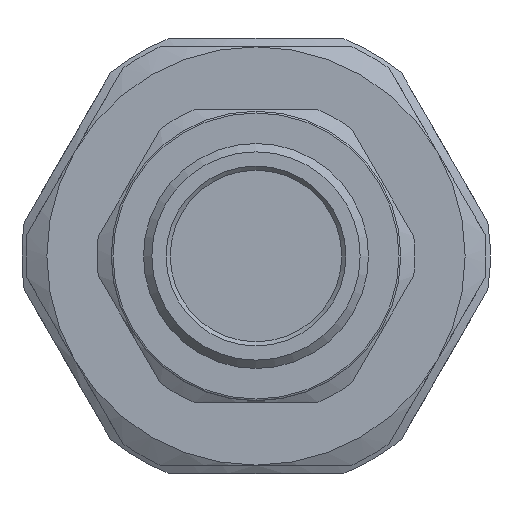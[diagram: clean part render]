
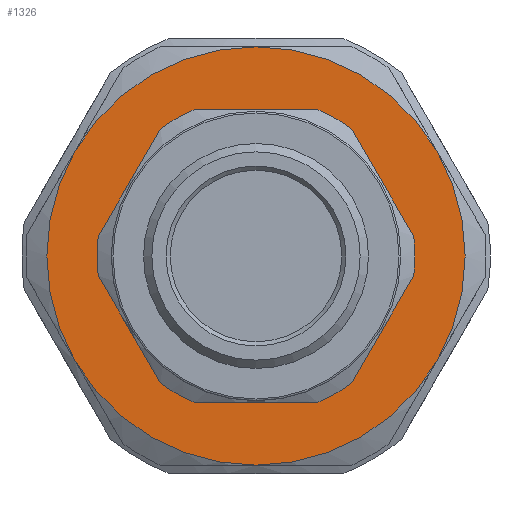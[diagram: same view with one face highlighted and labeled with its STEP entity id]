
A CAD part, front view. The second image highlights one B-rep face of the part: STEP entity #1326.
In plain terms, the highlighted planar face has unit normal (0, -1, 0).
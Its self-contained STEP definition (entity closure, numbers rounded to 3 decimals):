
#88=FACE_BOUND('',#441,.T.);
#358=FACE_OUTER_BOUND('',#440,.T.);
#440=EDGE_LOOP('',(#1091,#1092,#1093,#1094,#1095,#1096));
#441=EDGE_LOOP('',(#1097));
#518=CIRCLE('',#1457,25.);
#521=CIRCLE('',#1461,25.);
#523=CIRCLE('',#1464,25.);
#525=CIRCLE('',#1467,25.);
#527=CIRCLE('',#1470,25.);
#529=CIRCLE('',#1479,13.25);
#530=CIRCLE('',#1481,25.);
#603=VERTEX_POINT('',#2081);
#609=VERTEX_POINT('',#2102);
#615=VERTEX_POINT('',#2123);
#621=VERTEX_POINT('',#2144);
#627=VERTEX_POINT('',#2165);
#633=VERTEX_POINT('',#2186);
#640=VERTEX_POINT('',#2249);
#789=EDGE_CURVE('',#603,#633,#518,.T.);
#792=EDGE_CURVE('',#633,#627,#521,.T.);
#794=EDGE_CURVE('',#627,#621,#523,.T.);
#796=EDGE_CURVE('',#621,#615,#525,.T.);
#798=EDGE_CURVE('',#615,#609,#527,.T.);
#801=EDGE_CURVE('',#640,#640,#529,.T.);
#803=EDGE_CURVE('',#609,#603,#530,.T.);
#1091=ORIENTED_EDGE('',*,*,#794,.F.);
#1092=ORIENTED_EDGE('',*,*,#792,.F.);
#1093=ORIENTED_EDGE('',*,*,#789,.F.);
#1094=ORIENTED_EDGE('',*,*,#803,.F.);
#1095=ORIENTED_EDGE('',*,*,#798,.F.);
#1096=ORIENTED_EDGE('',*,*,#796,.F.);
#1097=ORIENTED_EDGE('',*,*,#801,.T.);
#1267=PLANE('',#1480);
#1326=ADVANCED_FACE('',(#358,#88),#1267,.T.);
#1457=AXIS2_PLACEMENT_3D('',#2225,#1730,#1731);
#1461=AXIS2_PLACEMENT_3D('',#2229,#1738,#1739);
#1464=AXIS2_PLACEMENT_3D('',#2232,#1744,#1745);
#1467=AXIS2_PLACEMENT_3D('',#2235,#1750,#1751);
#1470=AXIS2_PLACEMENT_3D('',#2238,#1756,#1757);
#1479=AXIS2_PLACEMENT_3D('',#2250,#1775,#1776);
#1480=AXIS2_PLACEMENT_3D('',#2252,#1778,#1779);
#1481=AXIS2_PLACEMENT_3D('',#2253,#1780,#1781);
#1730=DIRECTION('center_axis',(0.,1.,0.));
#1731=DIRECTION('ref_axis',(0.,0.,
-1.));
#1738=DIRECTION('center_axis',(0.,1.,0.));
#1739=DIRECTION('ref_axis',(0.,0.,
-1.));
#1744=DIRECTION('center_axis',(0.,1.,0.));
#1745=DIRECTION('ref_axis',(0.,0.,
-1.));
#1750=DIRECTION('center_axis',(0.,1.,0.));
#1751=DIRECTION('ref_axis',(0.,0.,
-1.));
#1756=DIRECTION('center_axis',(0.,1.,0.));
#1757=DIRECTION('ref_axis',(0.,0.,
-1.));
#1775=DIRECTION('center_axis',(0.,1.,0.));
#1776=DIRECTION('ref_axis',(0.,0.,
-1.));
#1778=DIRECTION('center_axis',(0.,-1.,0.));
#1779=DIRECTION('ref_axis',(1.,0.,0.));
#1780=DIRECTION('center_axis',(0.,1.,0.));
#1781=DIRECTION('ref_axis',(0.,0.,
-1.));
#2081=CARTESIAN_POINT('',(28.701,47.055,12.5));
#2102=CARTESIAN_POINT('',(7.05,47.055,25.));
#2123=CARTESIAN_POINT('',(-14.6,47.055,12.5));
#2144=CARTESIAN_POINT('',(-14.6,47.055,-12.5));
#2165=CARTESIAN_POINT('',(7.05,47.055,-25.));
#2186=CARTESIAN_POINT('',(28.701,47.055,-12.5));
#2225=CARTESIAN_POINT('Origin',(7.05,47.055,0.));
#2229=CARTESIAN_POINT('Origin',(7.05,47.055,0.));
#2232=CARTESIAN_POINT('Origin',(7.05,47.055,0.));
#2235=CARTESIAN_POINT('Origin',(7.05,47.055,0.));
#2238=CARTESIAN_POINT('Origin',(7.05,47.055,0.));
#2249=CARTESIAN_POINT('',(7.05,47.055,13.25));
#2250=CARTESIAN_POINT('Origin',(7.05,47.055,0.));
#2252=CARTESIAN_POINT('Origin',(7.05,47.055,-19.875));
#2253=CARTESIAN_POINT('Origin',(7.05,47.055,0.));
